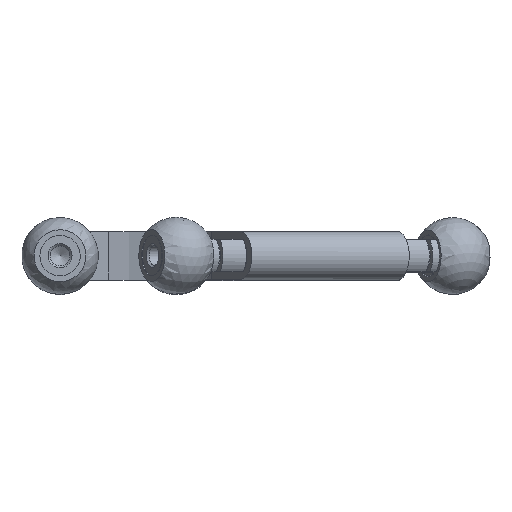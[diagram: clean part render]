
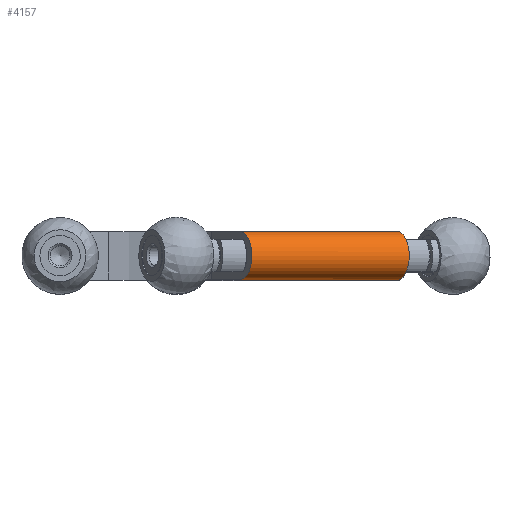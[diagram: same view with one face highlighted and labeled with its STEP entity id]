
A CAD part, top view. The second image highlights one B-rep face of the part: STEP entity #4157.
In plain terms, the highlighted cylindrical face has radius 6 mm (diameter 12 mm), a partial arc.
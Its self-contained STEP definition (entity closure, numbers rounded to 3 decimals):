
#152=CYLINDRICAL_SURFACE('',#4587,6.);
#402=FACE_OUTER_BOUND('',#650,.T.);
#650=EDGE_LOOP('',(#3258,#3259,#3260,#3261));
#905=LINE('',#6806,#1181);
#920=LINE('',#6870,#1196);
#1181=VECTOR('',#5481,1000.);
#1196=VECTOR('',#5542,1000.);
#1433=CIRCLE('',#4463,6.);
#1479=CIRCLE('',#4559,6.);
#1730=VERTEX_POINT('',#6452);
#1731=VERTEX_POINT('',#6454);
#1810=VERTEX_POINT('',#6758);
#1811=VERTEX_POINT('',#6760);
#2180=EDGE_CURVE('',#1731,#1730,#1433,.T.);
#2308=EDGE_CURVE('',#1810,#1811,#1479,.T.);
#2318=EDGE_CURVE('',#1730,#1811,#905,.T.);
#2351=EDGE_CURVE('',#1731,#1810,#920,.T.);
#3258=ORIENTED_EDGE('',*,*,#2180,.T.);
#3259=ORIENTED_EDGE('',*,*,#2318,.T.);
#3260=ORIENTED_EDGE('',*,*,#2308,.F.);
#3261=ORIENTED_EDGE('',*,*,#2351,.F.);
#4157=ADVANCED_FACE('',(#402),#152,.T.);
#4463=AXIS2_PLACEMENT_3D('',#6455,#5205,#5206);
#4559=AXIS2_PLACEMENT_3D('',#6761,#5463,#5464);
#4587=AXIS2_PLACEMENT_3D('',#6869,#5540,#5541);
#5205=DIRECTION('center_axis',(0.866,0.,-0.5));
#5206=DIRECTION('ref_axis',(-0.5,0.,-0.866));
#5463=DIRECTION('center_axis',(0.866,0.,-0.5));
#5464=DIRECTION('ref_axis',(-0.5,0.,-0.866));
#5481=DIRECTION('',(0.866,0.,-0.5));
#5540=DIRECTION('center_axis',(0.866,0.,-0.5));
#5541=DIRECTION('ref_axis',(0.5,0.,0.866));
#5542=DIRECTION('',(0.866,0.,-0.5));
#6452=CARTESIAN_POINT('',(2.514,0.,49.355));
#6454=CARTESIAN_POINT('',(2.514,12.,49.355));
#6455=CARTESIAN_POINT('Origin',(2.514,6.,49.355));
#6758=CARTESIAN_POINT('',(41.486,12.,26.855));
#6760=CARTESIAN_POINT('',(41.486,0.,26.855));
#6761=CARTESIAN_POINT('Origin',(41.486,6.,26.855));
#6806=CARTESIAN_POINT('',(12.257,0.,43.73));
#6869=CARTESIAN_POINT('Origin',(12.257,6.,43.73));
#6870=CARTESIAN_POINT('',(2.514,12.,49.355));
